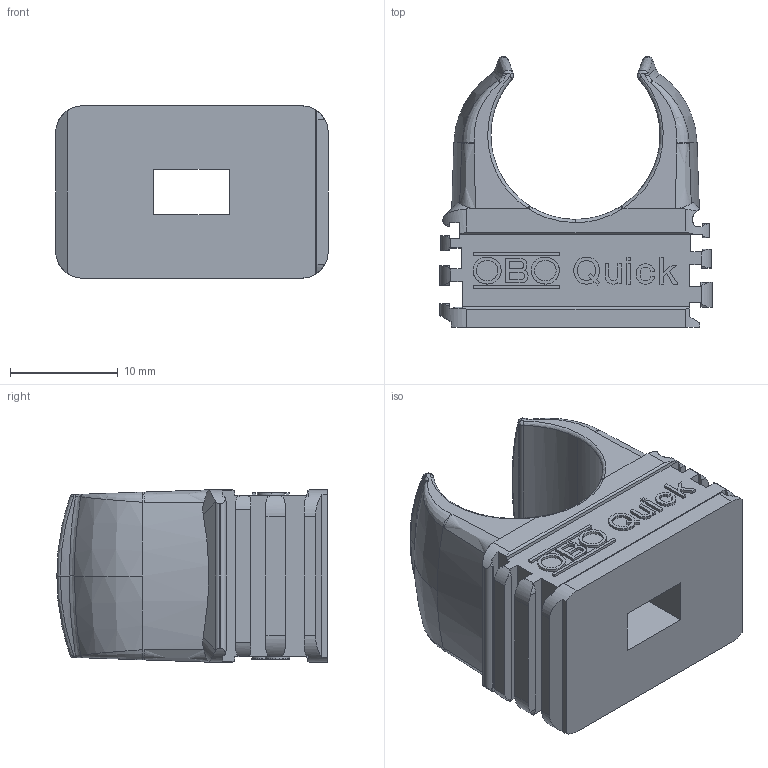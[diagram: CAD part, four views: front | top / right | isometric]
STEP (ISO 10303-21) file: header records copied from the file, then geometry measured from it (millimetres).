
FILE_DESCRIPTION((''),'2;1');
FILE_NAME('2149004','2012-08-08T',('AndreasKeweloh'),(''),'PRO/ENGINEER BY PARAMETRIC TECHNOLOGY CORPORATION, 2012130','PRO/ENGINEER BY PARAMETRIC TECHNOLOGY CORPORATION, 2012130','');
FILE_SCHEMA(('CONFIG_CONTROL_DESIGN'));
Length unit declared in the file: millimetre
Products named in the file (1): 2149004
Bounding box: 25.3 x 25.13 x 16 mm (x, y, z)
Volume: 4729.2 mm3; surface area: 3184.2 mm2
Topology: 1 solids, 1 shells, 532 faces, 1487 edges, 978 vertices
Faces by surface type: plane 387, cylinder 81, bspline 56, extrusion 8
Entity records: 23908 total; most frequent: CARTESIAN_POINT 10750, ORIENTED_EDGE 2974, DIRECTION 2295, EDGE_CURVE 1487, VECTOR 1131, LINE 1123, VERTEX_POINT 978, AXIS2_PLACEMENT_3D 582
